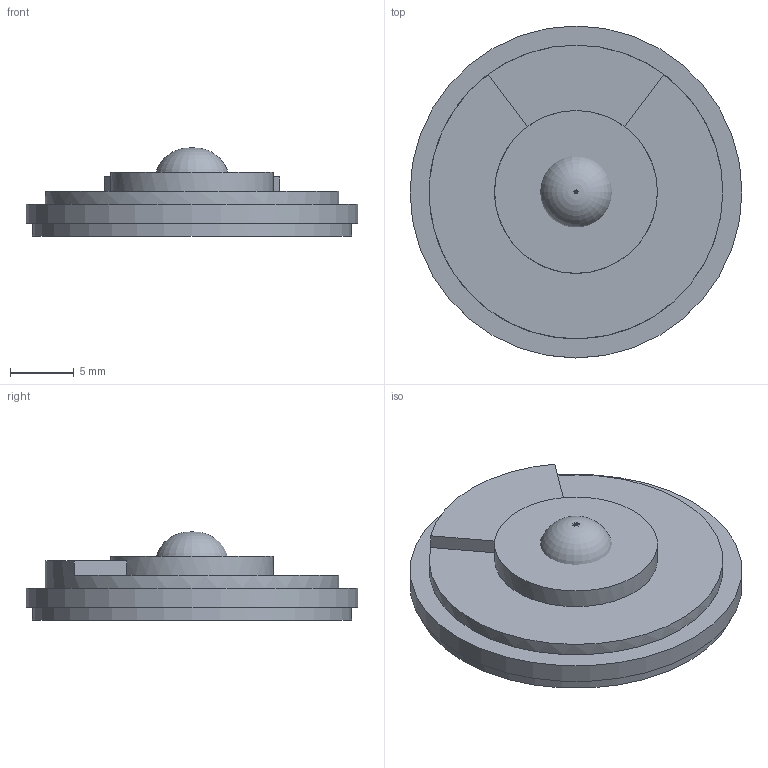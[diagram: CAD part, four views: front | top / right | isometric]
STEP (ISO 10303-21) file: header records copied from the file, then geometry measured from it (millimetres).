
FILE_DESCRIPTION(/* description */ ('Alibre Inc.'),/* implementation_level */ '2;1');
FILE_NAME(/* name */ 'export0',/* time_stamp */ '2018-08-21T06:34:46-05:00',/* author */ (''),/* organization */ (''),/* preprocessor_version */ 'ST-DEVELOPER v17',/* originating_system */ 'Alibre',/* authorisation */ '');
FILE_SCHEMA (('CONFIG_CONTROL_DESIGN'));
Length unit declared in the file: centimetre
Products named in the file (1): ID_1
Bounding box: 26 x 26 x 6.89 mm (x, y, z)
Volume: 481.1 mm3; surface area: 3019.9 mm2
Topology: 1 solids, 1 shells, 29 faces, 52 edges, 34 vertices
Faces by surface type: plane 15, cylinder 9, torus 3, cone 2
Full cylindrical faces by diameter (mm): 0.001 x1, 12.35 x1, 12.75 x1, 22.6 x1, 23 x2, 25 x1, 25.6 x1, 26 x1
Entity records: 687 total; most frequent: DIRECTION 102, CARTESIAN_POINT 95, ORIENTED_EDGE 70, AXIS2_PLACEMENT_3D 56, EDGE_LOOP 52, FACE_BOUND 52, EDGE_CURVE 35, VERTEX_POINT 31
